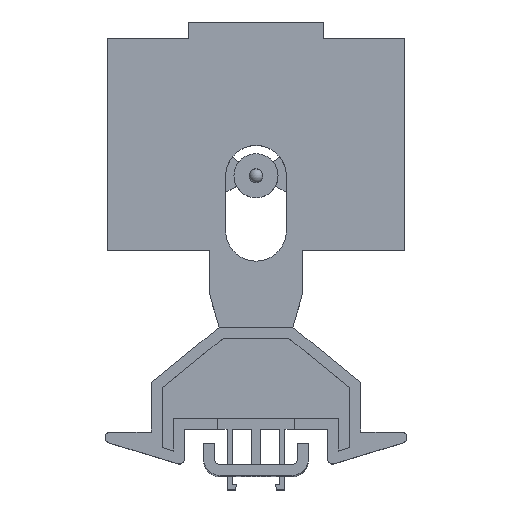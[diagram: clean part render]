
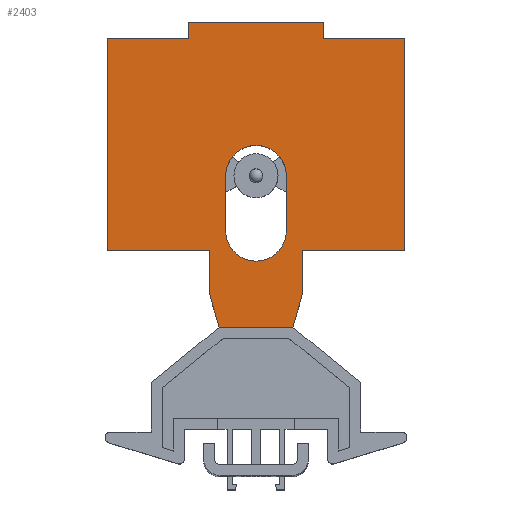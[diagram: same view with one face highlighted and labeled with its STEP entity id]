
A CAD part, top view. The second image highlights one B-rep face of the part: STEP entity #2403.
In plain terms, the highlighted planar face has unit normal (0, 0, 1).
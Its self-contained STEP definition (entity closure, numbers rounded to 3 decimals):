
#37 = ORIENTED_EDGE ( 'NONE', *, *, #1035, .T. ) ;
#139 = EDGE_CURVE ( 'NONE', #4233, #1565, #3568, .T. ) ;
#166 = ORIENTED_EDGE ( 'NONE', *, *, #4350, .T. ) ;
#211 = VERTEX_POINT ( 'NONE', #240 ) ;
#240 = CARTESIAN_POINT ( 'NONE',  ( 12.25, 69.5, 7.5 ) ) ;
#243 = CARTESIAN_POINT ( 'NONE',  ( -27., 66.5, 7.5 ) ) ;
#356 = CARTESIAN_POINT ( 'NONE',  ( 8.4, 20.014, 7.5 ) ) ;
#369 = VECTOR ( 'NONE', #4499, 1000. ) ;
#372 = VECTOR ( 'NONE', #3137, 1000. ) ;
#416 = EDGE_CURVE ( 'NONE', #3698, #3027, #3072, .T. ) ;
#443 = LINE ( 'NONE', #3510, #2257 ) ;
#481 = EDGE_LOOP ( 'NONE', ( #1896, #3164, #2201, #2182, #4622, #2517, #166, #1924, #522, #2316, #37, #1849, #1837, #3026 ) ) ;
#522 = ORIENTED_EDGE ( 'NONE', *, *, #1710, .T. ) ;
#572 = VECTOR ( 'NONE', #4372, 1000. ) ;
#582 = VERTEX_POINT ( 'NONE', #4555 ) ;
#589 = VECTOR ( 'NONE', #3730, 1000. ) ;
#595 = VECTOR ( 'NONE', #2146, 1000. ) ;
#645 = DIRECTION ( 'NONE',  ( 0., 1., 0. ) ) ;
#694 = LINE ( 'NONE', #3997, #572 ) ;
#703 = LINE ( 'NONE', #2280, #1550 ) ;
#722 = LINE ( 'NONE', #1089, #4402 ) ;
#747 = VERTEX_POINT ( 'NONE', #1702 ) ;
#782 = CARTESIAN_POINT ( 'NONE',  ( 0., 0., 7.5 ) ) ;
#824 = DIRECTION ( 'NONE',  ( 0., 0., 1. ) ) ;
#918 = EDGE_CURVE ( 'NONE', #1370, #1788, #703, .T. ) ;
#969 = EDGE_CURVE ( 'NONE', #3672, #211, #3224, .T. ) ;
#1035 = EDGE_CURVE ( 'NONE', #2036, #4253, #3818, .T. ) ;
#1043 = VECTOR ( 'NONE', #1715, 1000. ) ;
#1089 = CARTESIAN_POINT ( 'NONE',  ( 12.25, 66.5, 7.5 ) ) ;
#1168 = EDGE_CURVE ( 'NONE', #1788, #3885, #1563, .T. ) ;
#1190 = LINE ( 'NONE', #2492, #3000 ) ;
#1201 = LINE ( 'NONE', #1988, #1315 ) ;
#1247 = DIRECTION ( 'NONE',  ( -1., 0., 0. ) ) ;
#1307 = LINE ( 'NONE', #4254, #2048 ) ;
#1315 = VECTOR ( 'NONE', #1247, 1000. ) ;
#1368 = CARTESIAN_POINT ( 'NONE',  ( -8.4, 28., 7.5 ) ) ;
#1370 = VERTEX_POINT ( 'NONE', #3147 ) ;
#1407 = DIRECTION ( 'NONE',  ( 0., 1., 0. ) ) ;
#1486 = CARTESIAN_POINT ( 'NONE',  ( 27., 28., 7.5 ) ) ;
#1510 = DIRECTION ( 'NONE',  ( 0., 0., 1. ) ) ;
#1537 = EDGE_CURVE ( 'NONE', #1565, #2527, #3663, .T. ) ;
#1550 = VECTOR ( 'NONE', #2981, 1000. ) ;
#1563 = LINE ( 'NONE', #2333, #589 ) ;
#1565 = VERTEX_POINT ( 'NONE', #1368 ) ;
#1571 = ORIENTED_EDGE ( 'NONE', *, *, #2830, .F. ) ;
#1677 = EDGE_CURVE ( 'NONE', #2527, #747, #2294, .T. ) ;
#1681 = DIRECTION ( 'NONE',  ( -1., 0., 0. ) ) ;
#1702 = CARTESIAN_POINT ( 'NONE',  ( -6.675, 14.1, 7.5 ) ) ;
#1710 = EDGE_CURVE ( 'NONE', #211, #2711, #1201, .T. ) ;
#1715 = DIRECTION ( 'NONE',  ( 0., -1., 0. ) ) ;
#1754 = CARTESIAN_POINT ( 'NONE',  ( -27., 28., 7.5 ) ) ;
#1788 = VERTEX_POINT ( 'NONE', #1486 ) ;
#1837 = ORIENTED_EDGE ( 'NONE', *, *, #139, .T. ) ;
#1839 = CARTESIAN_POINT ( 'NONE',  ( 12.25, 66.5, 7.5 ) ) ;
#1849 = ORIENTED_EDGE ( 'NONE', *, *, #2437, .T. ) ;
#1896 = ORIENTED_EDGE ( 'NONE', *, *, #1677, .T. ) ;
#1924 = ORIENTED_EDGE ( 'NONE', *, *, #969, .T. ) ;
#1969 = VERTEX_POINT ( 'NONE', #4029 ) ;
#1981 = CARTESIAN_POINT ( 'NONE',  ( -5.5, 31.6, 7.5 ) ) ;
#1988 = CARTESIAN_POINT ( 'NONE',  ( -12.25, 69.5, 7.5 ) ) ;
#2018 = CARTESIAN_POINT ( 'NONE',  ( -6.675, 14.1, 7.5 ) ) ;
#2036 = VERTEX_POINT ( 'NONE', #3734 ) ;
#2048 = VECTOR ( 'NONE', #1407, 1000. ) ;
#2096 = VECTOR ( 'NONE', #4421, 1000. ) ;
#2107 = EDGE_CURVE ( 'NONE', #747, #1969, #3926, .T. ) ;
#2117 = DIRECTION ( 'NONE',  ( 1., 0., 0. ) ) ;
#2122 = CARTESIAN_POINT ( 'NONE',  ( -27., 28., 7.5 ) ) ;
#2146 = DIRECTION ( 'NONE',  ( 1., 0., 0. ) ) ;
#2182 = ORIENTED_EDGE ( 'NONE', *, *, #2531, .T. ) ;
#2201 = ORIENTED_EDGE ( 'NONE', *, *, #3853, .T. ) ;
#2210 = DIRECTION ( 'NONE',  ( 0., 0., 1. ) ) ;
#2231 = CARTESIAN_POINT ( 'NONE',  ( 0., 31.6, 7.5 ) ) ;
#2257 = VECTOR ( 'NONE', #645, 1000. ) ;
#2280 = CARTESIAN_POINT ( 'NONE',  ( 8.4, 28., 7.5 ) ) ;
#2294 = LINE ( 'NONE', #4589, #3228 ) ;
#2316 = ORIENTED_EDGE ( 'NONE', *, *, #2537, .T. ) ;
#2333 = CARTESIAN_POINT ( 'NONE',  ( 27., 66.5, 7.5 ) ) ;
#2398 = ORIENTED_EDGE ( 'NONE', *, *, #416, .F. ) ;
#2402 = CARTESIAN_POINT ( 'NONE',  ( 5.5, 31.6, 7.5 ) ) ;
#2403 = ADVANCED_FACE ( 'NONE', ( #2715, #3546 ), #2940, .T. ) ;
#2422 = EDGE_LOOP ( 'NONE', ( #1571, #3535, #3465, #2398 ) ) ;
#2433 = CARTESIAN_POINT ( 'NONE',  ( 6.675, 14.1, 7.5 ) ) ;
#2437 = EDGE_CURVE ( 'NONE', #4253, #4233, #694, .T. ) ;
#2476 = EDGE_CURVE ( 'NONE', #4447, #582, #2502, .T. ) ;
#2491 = DIRECTION ( 'NONE',  ( 0.28, -0.96, 0. ) ) ;
#2492 = CARTESIAN_POINT ( 'NONE',  ( -12.25, 66.5, 7.5 ) ) ;
#2502 = CIRCLE ( 'NONE', #3283, 5.5 ) ;
#2517 = ORIENTED_EDGE ( 'NONE', *, *, #1168, .T. ) ;
#2527 = VERTEX_POINT ( 'NONE', #4604 ) ;
#2531 = EDGE_CURVE ( 'NONE', #4634, #1370, #1307, .T. ) ;
#2537 = EDGE_CURVE ( 'NONE', #2711, #2036, #1190, .T. ) ;
#2707 = AXIS2_PLACEMENT_3D ( 'NONE', #2231, #2210, #3816 ) ;
#2711 = VERTEX_POINT ( 'NONE', #4351 ) ;
#2715 = FACE_OUTER_BOUND ( 'NONE', #481, .T. ) ;
#2830 = EDGE_CURVE ( 'NONE', #582, #3698, #3967, .T. ) ;
#2940 = PLANE ( 'NONE',  #3052 ) ;
#2981 = DIRECTION ( 'NONE',  ( 1., 0., 0. ) ) ;
#2985 = CARTESIAN_POINT ( 'NONE',  ( 0., 41.6, 7.5 ) ) ;
#3000 = VECTOR ( 'NONE', #3201, 1000. ) ;
#3026 = ORIENTED_EDGE ( 'NONE', *, *, #1537, .T. ) ;
#3027 = VERTEX_POINT ( 'NONE', #2402 ) ;
#3052 = AXIS2_PLACEMENT_3D ( 'NONE', #782, #1510, #3978 ) ;
#3072 = CIRCLE ( 'NONE', #2707, 5.5 ) ;
#3082 = LINE ( 'NONE', #2433, #3790 ) ;
#3137 = DIRECTION ( 'NONE',  ( 0., 1., 0. ) ) ;
#3147 = CARTESIAN_POINT ( 'NONE',  ( 8.4, 28., 7.5 ) ) ;
#3164 = ORIENTED_EDGE ( 'NONE', *, *, #2107, .T. ) ;
#3201 = DIRECTION ( 'NONE',  ( 0., -1., 0. ) ) ;
#3224 = LINE ( 'NONE', #1839, #372 ) ;
#3228 = VECTOR ( 'NONE', #2491, 1000. ) ;
#3283 = AXIS2_PLACEMENT_3D ( 'NONE', #2985, #824, #2117 ) ;
#3358 = CARTESIAN_POINT ( 'NONE',  ( -5.5, 41.6, 7.5 ) ) ;
#3465 = ORIENTED_EDGE ( 'NONE', *, *, #4211, .F. ) ;
#3510 = CARTESIAN_POINT ( 'NONE',  ( 5.5, 41.6, 7.5 ) ) ;
#3527 = CARTESIAN_POINT ( 'NONE',  ( -27., 66.5, 7.5 ) ) ;
#3535 = ORIENTED_EDGE ( 'NONE', *, *, #2476, .F. ) ;
#3546 = FACE_BOUND ( 'NONE', #2422, .T. ) ;
#3568 = LINE ( 'NONE', #2122, #595 ) ;
#3663 = LINE ( 'NONE', #3839, #1043 ) ;
#3672 = VERTEX_POINT ( 'NONE', #4071 ) ;
#3688 = CARTESIAN_POINT ( 'NONE',  ( 27., 66.5, 7.5 ) ) ;
#3698 = VERTEX_POINT ( 'NONE', #1981 ) ;
#3730 = DIRECTION ( 'NONE',  ( 0., 1., 0. ) ) ;
#3734 = CARTESIAN_POINT ( 'NONE',  ( -12.25, 66.5, 7.5 ) ) ;
#3790 = VECTOR ( 'NONE', #4184, 1000. ) ;
#3816 = DIRECTION ( 'NONE',  ( 1., 0., 0. ) ) ;
#3818 = LINE ( 'NONE', #243, #4035 ) ;
#3839 = CARTESIAN_POINT ( 'NONE',  ( -8.4, 28., 7.5 ) ) ;
#3853 = EDGE_CURVE ( 'NONE', #1969, #4634, #3082, .T. ) ;
#3885 = VERTEX_POINT ( 'NONE', #3688 ) ;
#3926 = LINE ( 'NONE', #2018, #369 ) ;
#3967 = LINE ( 'NONE', #3358, #2096 ) ;
#3978 = DIRECTION ( 'NONE',  ( 1., 0., 0. ) ) ;
#3997 = CARTESIAN_POINT ( 'NONE',  ( -27., 66.5, 7.5 ) ) ;
#4029 = CARTESIAN_POINT ( 'NONE',  ( 6.675, 14.1, 7.5 ) ) ;
#4035 = VECTOR ( 'NONE', #1681, 1000. ) ;
#4071 = CARTESIAN_POINT ( 'NONE',  ( 12.25, 66.5, 7.5 ) ) ;
#4184 = DIRECTION ( 'NONE',  ( 0.28, 0.96, 0. ) ) ;
#4211 = EDGE_CURVE ( 'NONE', #3027, #4447, #443, .T. ) ;
#4233 = VERTEX_POINT ( 'NONE', #1754 ) ;
#4253 = VERTEX_POINT ( 'NONE', #3527 ) ;
#4254 = CARTESIAN_POINT ( 'NONE',  ( 8.4, 20.014, 7.5 ) ) ;
#4310 = DIRECTION ( 'NONE',  ( -1., 0., 0. ) ) ;
#4350 = EDGE_CURVE ( 'NONE', #3885, #3672, #722, .T. ) ;
#4351 = CARTESIAN_POINT ( 'NONE',  ( -12.25, 69.5, 7.5 ) ) ;
#4371 = CARTESIAN_POINT ( 'NONE',  ( 5.5, 41.6, 7.5 ) ) ;
#4372 = DIRECTION ( 'NONE',  ( 0., -1., 0. ) ) ;
#4402 = VECTOR ( 'NONE', #4310, 1000. ) ;
#4421 = DIRECTION ( 'NONE',  ( 0., -1., 0. ) ) ;
#4447 = VERTEX_POINT ( 'NONE', #4371 ) ;
#4499 = DIRECTION ( 'NONE',  ( 1., 0., 0. ) ) ;
#4555 = CARTESIAN_POINT ( 'NONE',  ( -5.5, 41.6, 7.5 ) ) ;
#4589 = CARTESIAN_POINT ( 'NONE',  ( -8.4, 20.014, 7.5 ) ) ;
#4604 = CARTESIAN_POINT ( 'NONE',  ( -8.4, 20.014, 7.5 ) ) ;
#4622 = ORIENTED_EDGE ( 'NONE', *, *, #918, .T. ) ;
#4634 = VERTEX_POINT ( 'NONE', #356 ) ;
